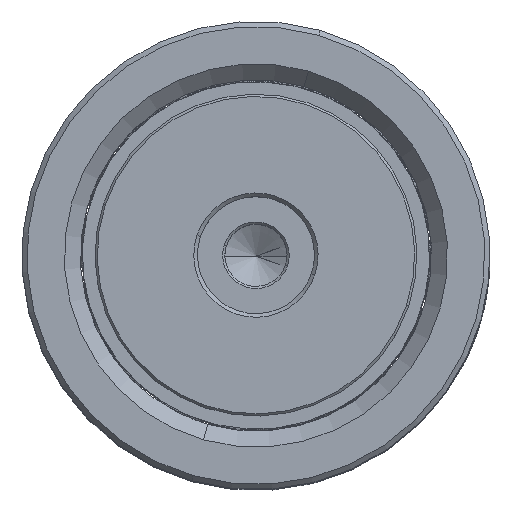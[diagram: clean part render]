
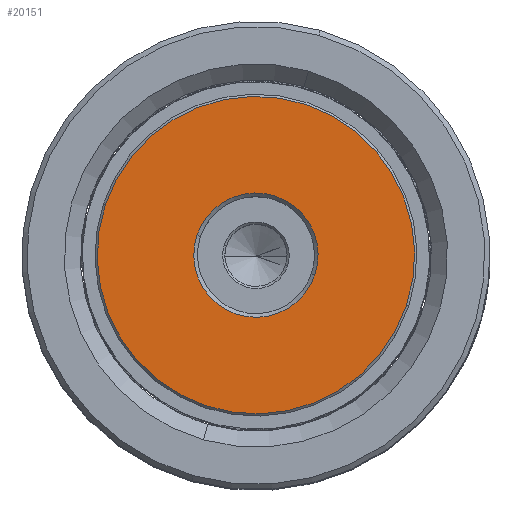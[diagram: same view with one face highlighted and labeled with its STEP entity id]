
A CAD part, top view. The second image highlights one B-rep face of the part: STEP entity #20151.
In plain terms, the highlighted face is planar.
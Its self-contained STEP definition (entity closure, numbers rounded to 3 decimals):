
#90 = EDGE_LOOP ( 'NONE', ( #22093, #38643 ) ) ;
#3198 = CARTESIAN_POINT ( 'NONE',  ( 0., 0., 0. ) ) ;
#5827 = CARTESIAN_POINT ( 'NONE',  ( 0., 0., 0. ) ) ;
#7441 = FACE_OUTER_BOUND ( 'NONE', #90, .T. ) ;
#8075 = CIRCLE ( 'NONE', #19177, 8.5 ) ;
#8539 = DIRECTION ( 'NONE',  ( 0., 0., 1. ) ) ;
#8635 = EDGE_CURVE ( 'NONE', #19147, #13429, #36228, .T. ) ;
#8688 = AXIS2_PLACEMENT_3D ( 'NONE', #9695, #25561, #35398 ) ;
#9327 = DIRECTION ( 'NONE',  ( 0., 0., 1. ) ) ;
#9695 = CARTESIAN_POINT ( 'NONE',  ( 0., 0., 0. ) ) ;
#10474 = EDGE_CURVE ( 'NONE', #36644, #14448, #33228, .T. ) ;
#11020 = AXIS2_PLACEMENT_3D ( 'NONE', #24223, #36061, #17867 ) ;
#13145 = CARTESIAN_POINT ( 'NONE',  ( 8.5, 0., 0. ) ) ;
#13311 = ORIENTED_EDGE ( 'NONE', *, *, #33163, .T. ) ;
#13429 = VERTEX_POINT ( 'NONE', #23267 ) ;
#14448 = VERTEX_POINT ( 'NONE', #31802 ) ;
#15095 = DIRECTION ( 'NONE',  ( 1., 0., 0. ) ) ;
#15096 = DIRECTION ( 'NONE',  ( 1., 0., 0. ) ) ;
#16515 = FACE_BOUND ( 'NONE', #21391, .T. ) ;
#16650 = CIRCLE ( 'NONE', #17196, 21.7 ) ;
#17196 = AXIS2_PLACEMENT_3D ( 'NONE', #5827, #27108, #33482 ) ;
#17867 = DIRECTION ( 'NONE',  ( 1., 0., 0. ) ) ;
#19147 = VERTEX_POINT ( 'NONE', #13145 ) ;
#19177 = AXIS2_PLACEMENT_3D ( 'NONE', #35919, #8539, #15095 ) ;
#20151 = ADVANCED_FACE ( 'NONE', ( #7441, #16515 ), #22187, .F. ) ;
#21225 = CARTESIAN_POINT ( 'NONE',  ( -21.7, 0., 0. ) ) ;
#21391 = EDGE_LOOP ( 'NONE', ( #13311, #34524 ) ) ;
#22093 = ORIENTED_EDGE ( 'NONE', *, *, #33680, .T. ) ;
#22187 = PLANE ( 'NONE',  #30227 ) ;
#23267 = CARTESIAN_POINT ( 'NONE',  ( -8.5, 0., 0. ) ) ;
#24223 = CARTESIAN_POINT ( 'NONE',  ( 0., 0., 0. ) ) ;
#25561 = DIRECTION ( 'NONE',  ( 0., 0., 1. ) ) ;
#27108 = DIRECTION ( 'NONE',  ( 0., 0., -1. ) ) ;
#30227 = AXIS2_PLACEMENT_3D ( 'NONE', #3198, #9327, #15096 ) ;
#31802 = CARTESIAN_POINT ( 'NONE',  ( 21.7, 0., 0. ) ) ;
#33163 = EDGE_CURVE ( 'NONE', #13429, #19147, #8075, .T. ) ;
#33228 = CIRCLE ( 'NONE', #11020, 21.7 ) ;
#33482 = DIRECTION ( 'NONE',  ( 1., 0., 0. ) ) ;
#33680 = EDGE_CURVE ( 'NONE', #14448, #36644, #16650, .T. ) ;
#34524 = ORIENTED_EDGE ( 'NONE', *, *, #8635, .T. ) ;
#35398 = DIRECTION ( 'NONE',  ( 1., 0., 0. ) ) ;
#35919 = CARTESIAN_POINT ( 'NONE',  ( 0., 0., 0. ) ) ;
#36061 = DIRECTION ( 'NONE',  ( 0., 0., -1. ) ) ;
#36228 = CIRCLE ( 'NONE', #8688, 8.5 ) ;
#36644 = VERTEX_POINT ( 'NONE', #21225 ) ;
#38643 = ORIENTED_EDGE ( 'NONE', *, *, #10474, .T. ) ;
